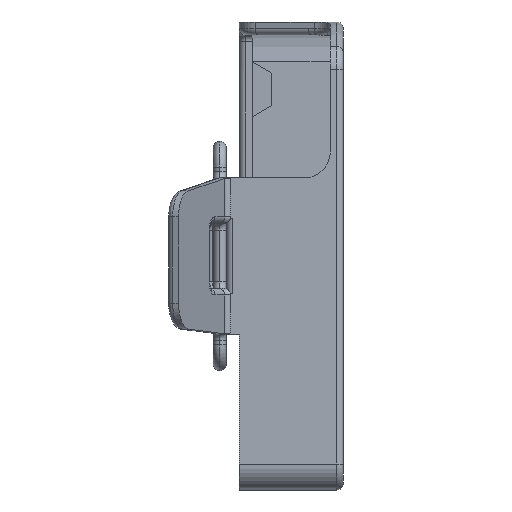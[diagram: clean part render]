
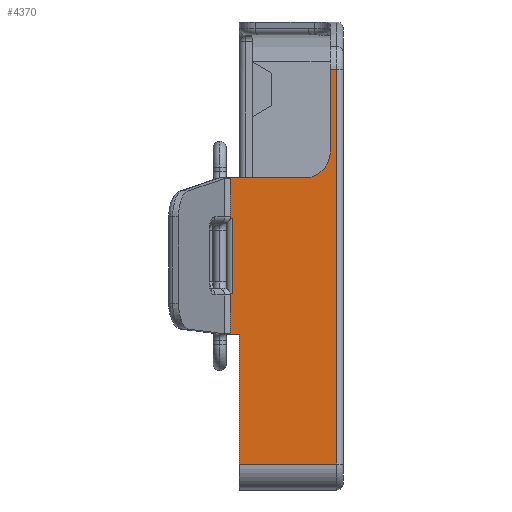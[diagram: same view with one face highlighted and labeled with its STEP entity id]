
A CAD part, left-side view. The second image highlights one B-rep face of the part: STEP entity #4370.
In plain terms, the highlighted planar face has unit normal (-1, 0, 0).
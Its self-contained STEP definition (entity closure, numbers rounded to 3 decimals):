
#30 = EDGE_CURVE ( 'NONE', #12322, #6051, #9559, .T. ) ;
#134 = CARTESIAN_POINT ( 'NONE',  ( -10.5, 7.673, -2.999 ) ) ;
#369 = DIRECTION ( 'NONE',  ( 0., 0., -1. ) ) ;
#400 = CARTESIAN_POINT ( 'NONE',  ( -10.5, 7.5, 2.831 ) ) ;
#424 = EDGE_CURVE ( 'NONE', #2067, #2833, #9455, .T. ) ;
#583 = CARTESIAN_POINT ( 'NONE',  ( -10.5, 7.558, 2.885 ) ) ;
#614 = CARTESIAN_POINT ( 'NONE',  ( -10.5, 7.5, 2.831 ) ) ;
#677 = CARTESIAN_POINT ( 'NONE',  ( -10.5, -0.5, -16. ) ) ;
#893 = CARTESIAN_POINT ( 'NONE',  ( -10.5, 0., 0. ) ) ;
#910 = CARTESIAN_POINT ( 'NONE',  ( -10.5, 8., 0. ) ) ;
#951 = LINE ( 'NONE', #893, #7845 ) ;
#1012 = EDGE_CURVE ( 'NONE', #9950, #12531, #2652, .T. ) ;
#1126 = EDGE_CURVE ( 'NONE', #10333, #3546, #3036, .T. ) ;
#1133 = CARTESIAN_POINT ( 'NONE',  ( -10.5, 7., -16. ) ) ;
#1274 = EDGE_CURVE ( 'NONE', #4188, #8930, #5033, .T. ) ;
#1546 = CARTESIAN_POINT ( 'NONE',  ( -10.5, 7.673, 2.999 ) ) ;
#1575 = CARTESIAN_POINT ( 'NONE',  ( -10.5, 2., 6. ) ) ;
#1675 = ORIENTED_EDGE ( 'NONE', *, *, #2970, .T. ) ;
#1680 = EDGE_CURVE ( 'NONE', #3849, #4188, #6814, .T. ) ;
#1706 = LINE ( 'NONE', #5609, #9231 ) ;
#1945 = DIRECTION ( 'NONE',  ( 0., 1., 0. ) ) ;
#1977 = DIRECTION ( 'NONE',  ( 0., -1., 0. ) ) ;
#2052 = CARTESIAN_POINT ( 'NONE',  ( -10.5, 7.5, -2.831 ) ) ;
#2067 = VERTEX_POINT ( 'NONE', #11409 ) ;
#2387 = CARTESIAN_POINT ( 'NONE',  ( -10.5, 7.672, 2.998 ) ) ;
#2652 = LINE ( 'NONE', #10528, #3003 ) ;
#2656 = EDGE_CURVE ( 'NONE', #3849, #2833, #5818, .T. ) ;
#2694 = EDGE_CURVE ( 'NONE', #8930, #12322, #9259, .T. ) ;
#2699 = VECTOR ( 'NONE', #4399, 1000. ) ;
#2722 = ORIENTED_EDGE ( 'NONE', *, *, #1680, .T. ) ;
#2833 = VERTEX_POINT ( 'NONE', #1575 ) ;
#2970 = EDGE_CURVE ( 'NONE', #6051, #12531, #11895, .T. ) ;
#3003 = VECTOR ( 'NONE', #1945, 1000. ) ;
#3027 = ORIENTED_EDGE ( 'NONE', *, *, #1274, .T. ) ;
#3036 = LINE ( 'NONE', #4893, #11798 ) ;
#3350 = CARTESIAN_POINT ( 'NONE',  ( -10.5, 0., 14.344 ) ) ;
#3361 = CARTESIAN_POINT ( 'NONE',  ( -10.5, 7.674, 3. ) ) ;
#3546 = VERTEX_POINT ( 'NONE', #3350 ) ;
#3578 = EDGE_CURVE ( 'NONE', #2067, #3546, #951, .T. ) ;
#3673 = ORIENTED_EDGE ( 'NONE', *, *, #3578, .F. ) ;
#3849 = VERTEX_POINT ( 'NONE', #7352 ) ;
#3874 = CARTESIAN_POINT ( 'NONE',  ( -10.5, 7.674, 2.5 ) ) ;
#3932 = DIRECTION ( 'NONE',  ( -1., 0., 0. ) ) ;
#4096 = DIRECTION ( 'NONE',  ( 0., 0., 1. ) ) ;
#4188 = VERTEX_POINT ( 'NONE', #6233 ) ;
#4286 = AXIS2_PLACEMENT_3D ( 'NONE', #910, #3932, #6868 ) ;
#4370 = ADVANCED_FACE ( 'NONE', ( #12583 ), #10837, .T. ) ;
#4399 = DIRECTION ( 'NONE',  ( 0., 0., 1. ) ) ;
#4525 = CARTESIAN_POINT ( 'NONE',  ( -10.5, -0.5, 0. ) ) ;
#4711 = CARTESIAN_POINT ( 'NONE',  ( -10.5, 7.5, -2.831 ) ) ;
#4739 = DIRECTION ( 'NONE',  ( 0., 0., 1. ) ) ;
#4893 = CARTESIAN_POINT ( 'NONE',  ( -10.5, 8., 14.344 ) ) ;
#4949 = EDGE_LOOP ( 'NONE', ( #2722, #3027, #9977, #10088, #1675, #9984, #12250, #7047, #12154, #10841, #3673, #12530, #11309 ) ) ;
#4979 = CARTESIAN_POINT ( 'NONE',  ( -10.5, 7.674, -6. ) ) ;
#5033 = B_SPLINE_CURVE_WITH_KNOTS ( 'NONE', 3,
 ( #3361, #1546, #2387, #5454, #9346, #583, #400 ),
 .UNSPECIFIED., .F., .F.,
 ( 4, 3, 4 ),
 ( 0., 0., 0. ),
 .UNSPECIFIED. ) ;
#5066 = CARTESIAN_POINT ( 'NONE',  ( -10.5, 7.674, -3. ) ) ;
#5187 = CARTESIAN_POINT ( 'NONE',  ( -10.5, 7.5, 0. ) ) ;
#5454 = CARTESIAN_POINT ( 'NONE',  ( -10.5, 7.671, 2.997 ) ) ;
#5537 = LINE ( 'NONE', #4525, #8022 ) ;
#5609 = CARTESIAN_POINT ( 'NONE',  ( -10.5, 8., -16. ) ) ;
#5668 = DIRECTION ( 'NONE',  ( 0., -1., 0. ) ) ;
#5818 = LINE ( 'NONE', #10753, #10906 ) ;
#5990 = AXIS2_PLACEMENT_3D ( 'NONE', #7158, #11064, #4096 ) ;
#6016 = CARTESIAN_POINT ( 'NONE',  ( -10.5, 7.615, -2.941 ) ) ;
#6051 = VERTEX_POINT ( 'NONE', #10700 ) ;
#6183 = CARTESIAN_POINT ( 'NONE',  ( -10.5, 7., 0. ) ) ;
#6233 = CARTESIAN_POINT ( 'NONE',  ( -10.5, 7.674, 3. ) ) ;
#6434 = LINE ( 'NONE', #6183, #2699 ) ;
#6522 = VERTEX_POINT ( 'NONE', #1133 ) ;
#6677 = DIRECTION ( 'NONE',  ( 0., 0., -1. ) ) ;
#6814 = LINE ( 'NONE', #3874, #7704 ) ;
#6868 = DIRECTION ( 'NONE',  ( 0., 0., 1. ) ) ;
#6874 = DIRECTION ( 'NONE',  ( 0., 1., 0. ) ) ;
#7041 = CARTESIAN_POINT ( 'NONE',  ( -10.5, 7., -6. ) ) ;
#7047 = ORIENTED_EDGE ( 'NONE', *, *, #10809, .T. ) ;
#7052 = CARTESIAN_POINT ( 'NONE',  ( -10.5, 7.671, -2.997 ) ) ;
#7158 = CARTESIAN_POINT ( 'NONE',  ( -10.5, 2., 8. ) ) ;
#7352 = CARTESIAN_POINT ( 'NONE',  ( -10.5, 7.674, 6. ) ) ;
#7622 = VECTOR ( 'NONE', #8926, 1000. ) ;
#7704 = VECTOR ( 'NONE', #6677, 1000. ) ;
#7708 = DIRECTION ( 'NONE',  ( 0., 0., 1. ) ) ;
#7845 = VECTOR ( 'NONE', #4739, 1000. ) ;
#7907 = CARTESIAN_POINT ( 'NONE',  ( -10.5, -0.5, 14.344 ) ) ;
#8022 = VECTOR ( 'NONE', #7708, 1000. ) ;
#8124 = CARTESIAN_POINT ( 'NONE',  ( -10.5, 7.672, -2.998 ) ) ;
#8926 = DIRECTION ( 'NONE',  ( 0., 0., -1. ) ) ;
#8930 = VERTEX_POINT ( 'NONE', #614 ) ;
#9231 = VECTOR ( 'NONE', #5668, 1000. ) ;
#9259 = LINE ( 'NONE', #5187, #11514 ) ;
#9346 = CARTESIAN_POINT ( 'NONE',  ( -10.5, 7.615, 2.941 ) ) ;
#9455 = CIRCLE ( 'NONE', #5990, 2. ) ;
#9559 = B_SPLINE_CURVE_WITH_KNOTS ( 'NONE', 3,
 ( #2052, #12043, #6016, #7052, #8124, #134, #5066 ),
 .UNSPECIFIED., .F., .F.,
 ( 4, 3, 4 ),
 ( 0., 0., 0. ),
 .UNSPECIFIED. ) ;
#9950 = VERTEX_POINT ( 'NONE', #7041 ) ;
#9977 = ORIENTED_EDGE ( 'NONE', *, *, #2694, .T. ) ;
#9984 = ORIENTED_EDGE ( 'NONE', *, *, #1012, .F. ) ;
#10088 = ORIENTED_EDGE ( 'NONE', *, *, #30, .T. ) ;
#10165 = VERTEX_POINT ( 'NONE', #677 ) ;
#10333 = VERTEX_POINT ( 'NONE', #7907 ) ;
#10528 = CARTESIAN_POINT ( 'NONE',  ( -10.5, 8., -6. ) ) ;
#10700 = CARTESIAN_POINT ( 'NONE',  ( -10.5, 7.674, -3. ) ) ;
#10730 = CARTESIAN_POINT ( 'NONE',  ( -10.5, 7.674, -6. ) ) ;
#10753 = CARTESIAN_POINT ( 'NONE',  ( -10.5, 8., 6. ) ) ;
#10809 = EDGE_CURVE ( 'NONE', #6522, #10165, #1706, .T. ) ;
#10837 = PLANE ( 'NONE',  #4286 ) ;
#10841 = ORIENTED_EDGE ( 'NONE', *, *, #1126, .T. ) ;
#10906 = VECTOR ( 'NONE', #1977, 1000. ) ;
#11064 = DIRECTION ( 'NONE',  ( 1., 0., 0. ) ) ;
#11309 = ORIENTED_EDGE ( 'NONE', *, *, #2656, .F. ) ;
#11409 = CARTESIAN_POINT ( 'NONE',  ( -10.5, 0., 8. ) ) ;
#11514 = VECTOR ( 'NONE', #369, 1000. ) ;
#11798 = VECTOR ( 'NONE', #6874, 1000. ) ;
#11895 = LINE ( 'NONE', #4979, #7622 ) ;
#12043 = CARTESIAN_POINT ( 'NONE',  ( -10.5, 7.558, -2.885 ) ) ;
#12148 = EDGE_CURVE ( 'NONE', #6522, #9950, #6434, .T. ) ;
#12154 = ORIENTED_EDGE ( 'NONE', *, *, #12329, .T. ) ;
#12250 = ORIENTED_EDGE ( 'NONE', *, *, #12148, .F. ) ;
#12322 = VERTEX_POINT ( 'NONE', #4711 ) ;
#12329 = EDGE_CURVE ( 'NONE', #10165, #10333, #5537, .T. ) ;
#12530 = ORIENTED_EDGE ( 'NONE', *, *, #424, .T. ) ;
#12531 = VERTEX_POINT ( 'NONE', #10730 ) ;
#12583 = FACE_OUTER_BOUND ( 'NONE', #4949, .T. ) ;
